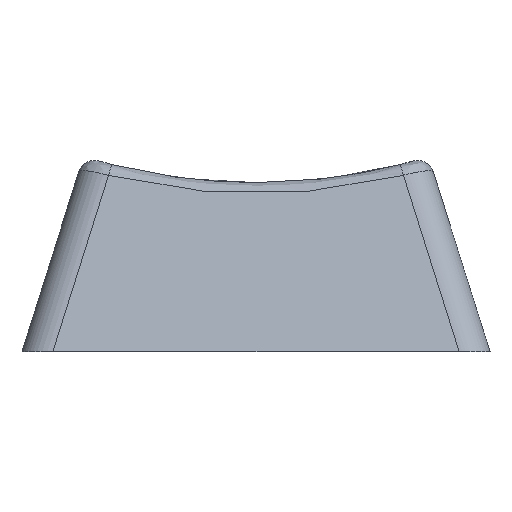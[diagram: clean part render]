
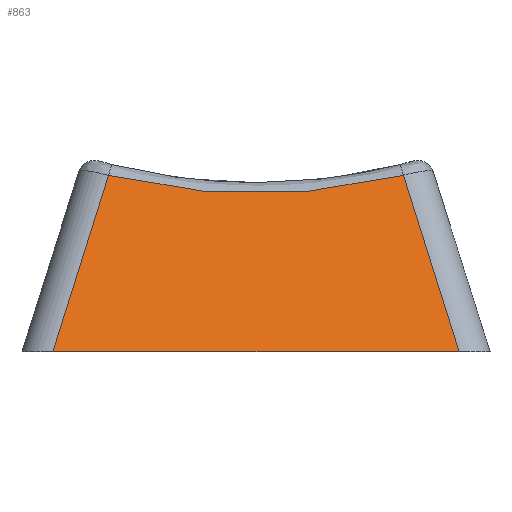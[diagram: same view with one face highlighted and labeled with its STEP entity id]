
A CAD part, left-side view. The second image highlights one B-rep face of the part: STEP entity #863.
In plain terms, the highlighted planar face has unit normal (-0.95, 0, 0.312).
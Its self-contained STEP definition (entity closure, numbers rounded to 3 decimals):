
#823=CARTESIAN_POINT('',(-112.896,86.2,2.671));
#824=DIRECTION('',(0.95,0.,-0.312));
#825=DIRECTION('',(-0.312,0.,-0.95));
#826=AXIS2_PLACEMENT_3D('',#823,#824,#825);
#827=PLANE('',#826);
#828=CARTESIAN_POINT('',(-113.775,78.388,0.));
#829=VERTEX_POINT('',#828);
#830=CARTESIAN_POINT('',(-111.546,80.528,6.777));
#831=VERTEX_POINT('',#830);
#832=CARTESIAN_POINT('',(-113.775,78.388,-0.));
#833=DIRECTION('',(0.299,0.287,0.91));
#834=VECTOR('',#833,7.448);
#835=LINE('',#832,#834);
#836=EDGE_CURVE('',#829,#831,#835,.T.);
#837=ORIENTED_EDGE('',*,*,#836,.T.);
#838=CARTESIAN_POINT('',(-111.546,91.872,6.777));
#839=VERTEX_POINT('',#838);
#840=CARTESIAN_POINT('',(-104.175,86.2,29.184));
#841=DIRECTION('',(0.95,0.,-0.312));
#842=DIRECTION('',(0.312,0.,0.95));
#843=AXIS2_PLACEMENT_3D('',#840,#841,#842);
#844=ELLIPSE('',#843,24.332,23.114);
#845=EDGE_CURVE('',#831,#839,#844,.T.);
#846=ORIENTED_EDGE('',*,*,#845,.T.);
#847=CARTESIAN_POINT('',(-113.775,94.012,0.));
#848=VERTEX_POINT('',#847);
#849=CARTESIAN_POINT('',(-111.546,91.872,6.777));
#850=DIRECTION('',(-0.299,0.287,-0.91));
#851=VECTOR('',#850,7.448);
#852=LINE('',#849,#851);
#853=EDGE_CURVE('',#839,#848,#852,.T.);
#854=ORIENTED_EDGE('',*,*,#853,.T.);
#855=CARTESIAN_POINT('',(-113.775,94.012,0.));
#856=DIRECTION('',(-0.,-1.,-0.));
#857=VECTOR('',#856,15.625);
#858=LINE('',#855,#857);
#859=EDGE_CURVE('',#848,#829,#858,.T.);
#860=ORIENTED_EDGE('',*,*,#859,.T.);
#861=EDGE_LOOP('',(#837,#846,#854,#860));
#862=FACE_BOUND('',#861,.T.);
#863=ADVANCED_FACE('',(#862),#827,.F.);
